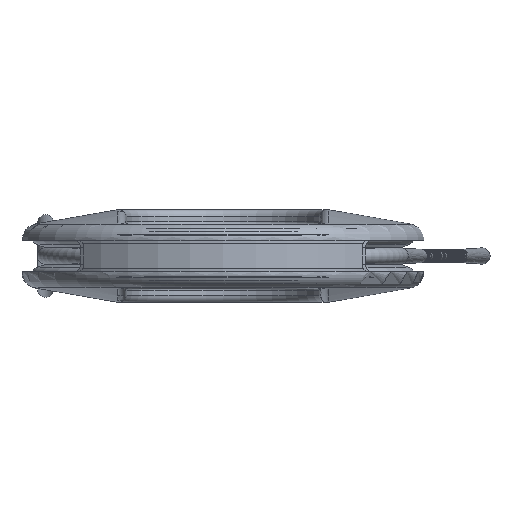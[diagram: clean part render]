
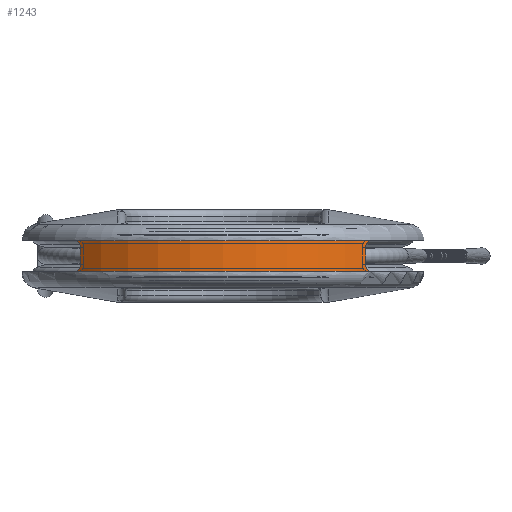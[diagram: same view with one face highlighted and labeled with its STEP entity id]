
A CAD part, front view. The second image highlights one B-rep face of the part: STEP entity #1243.
In plain terms, the highlighted cylindrical face has radius 84 mm (diameter 168 mm), a partial arc.
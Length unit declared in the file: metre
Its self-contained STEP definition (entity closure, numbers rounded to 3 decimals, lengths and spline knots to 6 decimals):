
#34=LINE('',#2303,#70);
#35=LINE('',#2305,#71);
#70=VECTOR('',#1674,1.);
#71=VECTOR('',#1677,1.);
#100=B_SPLINE_CURVE_WITH_KNOTS('',3,(#2098,#2099,#2100,#2101,#2102),
 .UNSPECIFIED.,.F.,.F.,(4,1,4),(0.,0.00206,0.00412),
 .UNSPECIFIED.);
#104=B_SPLINE_CURVE_WITH_KNOTS('',3,(#2123,#2124,#2125,#2126,#2127),
 .UNSPECIFIED.,.F.,.F.,(4,1,4),(0.,0.00206,0.00412),
 .UNSPECIFIED.);
#120=B_SPLINE_CURVE_WITH_KNOTS('',3,(#2233,#2234,#2235,#2236,#2237),
 .UNSPECIFIED.,.F.,.F.,(4,1,4),(0.,0.00206,0.00412),
 .UNSPECIFIED.);
#124=B_SPLINE_CURVE_WITH_KNOTS('',3,(#2258,#2259,#2260,#2261,#2262),
 .UNSPECIFIED.,.F.,.F.,(4,1,4),(0.,0.00206,0.00412),
 .UNSPECIFIED.);
#337=ORIENTED_EDGE('',*,*,#655,.T.);
#338=ORIENTED_EDGE('',*,*,#638,.F.);
#339=ORIENTED_EDGE('',*,*,#656,.F.);
#340=ORIENTED_EDGE('',*,*,#632,.F.);
#341=ORIENTED_EDGE('',*,*,#657,.T.);
#342=ORIENTED_EDGE('',*,*,#598,.T.);
#343=ORIENTED_EDGE('',*,*,#658,.T.);
#344=ORIENTED_EDGE('',*,*,#604,.T.);
#598=EDGE_CURVE('',#772,#771,#100,.T.);
#604=EDGE_CURVE('',#777,#776,#104,.T.);
#632=EDGE_CURVE('',#801,#802,#120,.T.);
#638=EDGE_CURVE('',#806,#807,#124,.T.);
#655=EDGE_CURVE('',#776,#807,#34,.T.);
#656=EDGE_CURVE('',#802,#806,#892,.T.);
#657=EDGE_CURVE('',#801,#772,#35,.F.);
#658=EDGE_CURVE('',#771,#777,#893,.T.);
#771=VERTEX_POINT('',#2097);
#772=VERTEX_POINT('',#2103);
#776=VERTEX_POINT('',#2122);
#777=VERTEX_POINT('',#2128);
#801=VERTEX_POINT('',#2232);
#802=VERTEX_POINT('',#2238);
#806=VERTEX_POINT('',#2257);
#807=VERTEX_POINT('',#2263);
#892=CIRCLE('',#1414,0.084);
#893=CIRCLE('',#1415,0.084);
#992=EDGE_LOOP('',(#337,#338,#339,#340,#341,#342,#343,#344));
#1112=FACE_BOUND('',#992,.T.);
#1195=CYLINDRICAL_SURFACE('',#1413,0.084);
#1243=ADVANCED_FACE('',(#1112),#1195,.T.);
#1413=AXIS2_PLACEMENT_3D('',#2302,#1672,#1673);
#1414=AXIS2_PLACEMENT_3D('',#2304,#1675,#1676);
#1415=AXIS2_PLACEMENT_3D('',#2306,#1678,#1679);
#1672=DIRECTION('',(0.,0.,-1.));
#1673=DIRECTION('',(-1.,0.,0.));
#1674=DIRECTION('',(0.,0.,-1.));
#1675=DIRECTION('',(0.,0.,-1.));
#1676=DIRECTION('',(-1.,0.,0.));
#1677=DIRECTION('',(0.,0.,-1.));
#1678=DIRECTION('',(0.,0.,-1.));
#1679=DIRECTION('',(-1.,0.,0.));
#2097=CARTESIAN_POINT('',(0.061089,-0.057655,0.006445));
#2098=CARTESIAN_POINT('',(0.059397,-0.059397,0.0035));
#2099=CARTESIAN_POINT('',(0.059397,-0.059397,0.004197));
#2100=CARTESIAN_POINT('',(0.059752,-0.059045,0.005565));
#2101=CARTESIAN_POINT('',(0.06062,-0.058152,0.006312));
#2102=CARTESIAN_POINT('',(0.061089,-0.057655,0.006445));
#2103=CARTESIAN_POINT('',(0.059397,-0.059397,0.0035));
#2122=CARTESIAN_POINT('',(-0.059397,-0.059397,0.0035));
#2123=CARTESIAN_POINT('',(-0.061089,-0.057655,0.006445));
#2124=CARTESIAN_POINT('',(-0.06062,-0.058152,0.006312));
#2125=CARTESIAN_POINT('',(-0.05975,-0.059047,0.005561));
#2126=CARTESIAN_POINT('',(-0.059397,-0.059397,0.004197));
#2127=CARTESIAN_POINT('',(-0.059397,-0.059397,0.0035));
#2128=CARTESIAN_POINT('',(-0.061089,-0.057655,0.006445));
#2232=CARTESIAN_POINT('',(0.059397,-0.059397,-0.0035));
#2233=CARTESIAN_POINT('',(0.059397,-0.059397,-0.0035));
#2234=CARTESIAN_POINT('',(0.059397,-0.059397,-0.004197));
#2235=CARTESIAN_POINT('',(0.059752,-0.059045,-0.005565));
#2236=CARTESIAN_POINT('',(0.06062,-0.058152,-0.006312));
#2237=CARTESIAN_POINT('',(0.061089,-0.057655,-0.006445));
#2238=CARTESIAN_POINT('',(0.061089,-0.057655,-0.006445));
#2257=CARTESIAN_POINT('',(-0.061089,-0.057655,-0.006445));
#2258=CARTESIAN_POINT('',(-0.061089,-0.057655,-0.006445));
#2259=CARTESIAN_POINT('',(-0.06062,-0.058152,-0.006312));
#2260=CARTESIAN_POINT('',(-0.05975,-0.059047,-0.005561));
#2261=CARTESIAN_POINT('',(-0.059397,-0.059397,-0.004197));
#2262=CARTESIAN_POINT('',(-0.059397,-0.059397,-0.0035));
#2263=CARTESIAN_POINT('',(-0.059397,-0.059397,-0.0035));
#2302=CARTESIAN_POINT('',(0.,0.,0.011));
#2303=CARTESIAN_POINT('',(-0.059397,-0.059397,0.011));
#2304=CARTESIAN_POINT('',(0.,0.,-0.006445));
#2305=CARTESIAN_POINT('',(0.059397,-0.059397,0.011));
#2306=CARTESIAN_POINT('',(0.,0.,0.006445));
